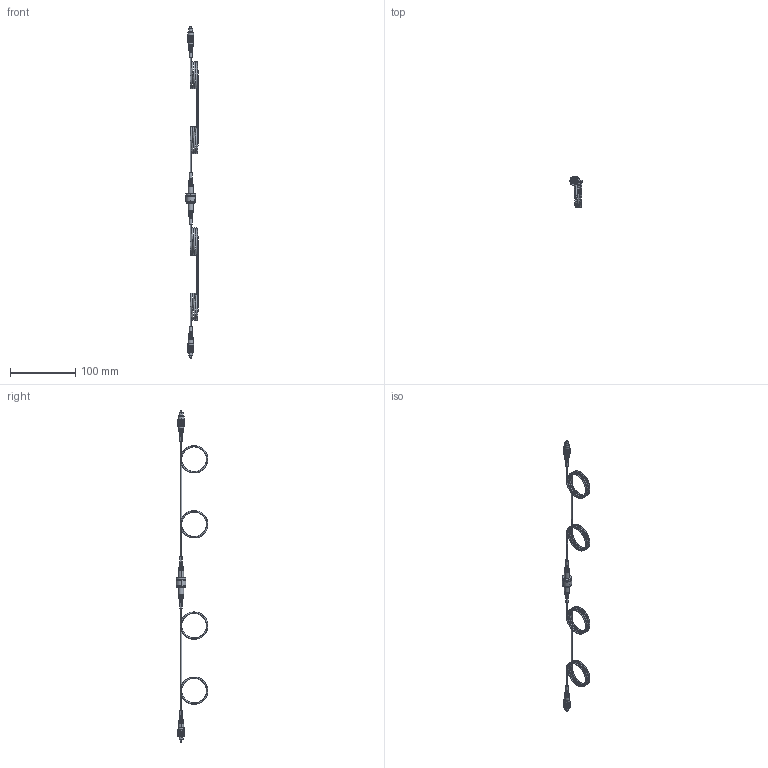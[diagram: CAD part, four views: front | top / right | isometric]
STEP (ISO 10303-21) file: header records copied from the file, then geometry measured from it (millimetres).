
FILE_DESCRIPTION (( 'STEP AP214' ), '1' );
FILE_NAME ('TTN020008-E0W.STEP', '2013-12-13T13:50:35', ( 'Admin' ), ( '' ), 'SwSTEP 2.0', 'SolidWorks 2012', '' );
FILE_SCHEMA (( 'AUTOMOTIVE_DESIGN' ));
Length unit declared in the file: inch
Products named in the file (1): TTN020008-E0W
Bounding box: 18.93 x 48.43 x 510.58 mm (x, y, z)
Volume: 12475.9 mm3; surface area: 24404.1 mm2
Topology: 50 solids, 50 shells, 1588 faces, 4135 edges, 2688 vertices
Faces by surface type: cylinder 592, plane 547, bspline 303, cone 126, torus 16, sphere 4
Entity records: 87208 total; most frequent: CARTESIAN_POINT 29942, ORIENTED_EDGE 8122, DIRECTION 6712, EDGE_CURVE 4061, AXIS2_PLACEMENT_3D 2809, VERTEX_POINT 2688, EDGE_LOOP 1763, LENGTH_MEASURE_WITH_UNIT 1640
